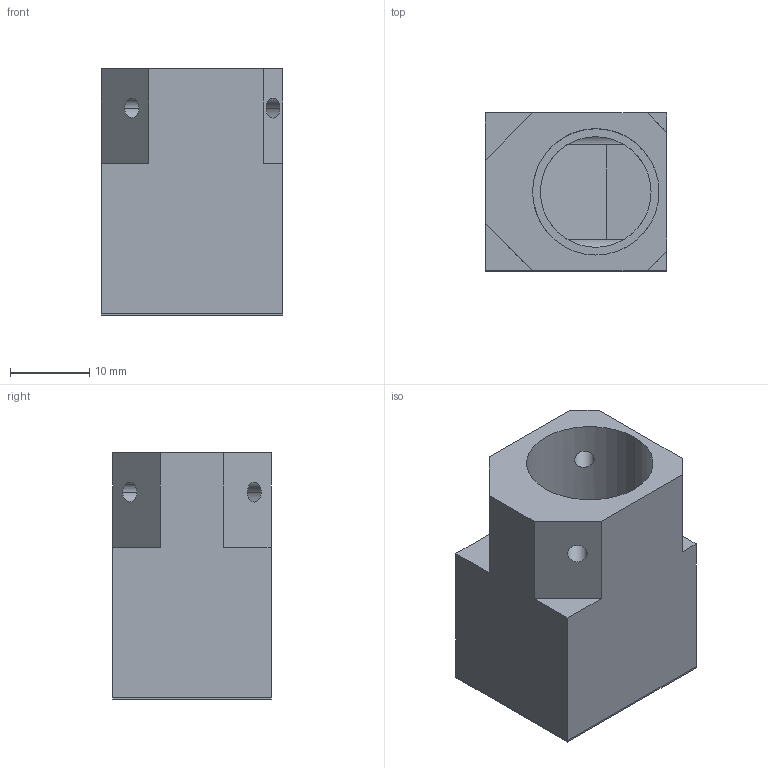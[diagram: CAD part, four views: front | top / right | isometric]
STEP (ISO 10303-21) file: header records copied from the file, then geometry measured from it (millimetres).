
FILE_DESCRIPTION (( 'STEP AP203' ), '1' );
FILE_NAME ('XF-ADL90-16D-1.5.STEP', '2016-06-22T06:33:22', ( 'Lxtx999.CoM' ), ( 'Lxtx999.CoM' ), 'SwSTEP 2.0', 'SolidWorks 2014', '' );
FILE_SCHEMA (( 'CONFIG_CONTROL_DESIGN' ));
Length unit declared in the file: millimetre
Products named in the file (4): XF-ADL90-16D-1.5; XF-ADL90-16D-1.5-01翋极-20150724V5; J-MR12-01-斜边反射直角反射棱镜-20151019V5; XF-ADL90-16D-1-02詩え-20150408V5
Assembly tree (3 placements, depth 2):
  XF-ADL90-16D-1.5
    XF-ADL90-16D-1.5-01翋极-20150724V5
    J-MR12-01-斜边反射直角反射棱镜-20151019V5
    XF-ADL90-16D-1-02詩え-20150408V5
Bounding box: 23 x 20 x 31.2 mm (x, y, z)
Volume: 7909.7 mm3; surface area: 6337.4 mm2
Topology: 3 solids, 3 shells, 45 faces, 117 edges, 78 vertices
Faces by surface type: plane 31, cylinder 14
Entity records: 2017 total; most frequent: CARTESIAN_POINT 476, ORIENTED_EDGE 234, DIRECTION 231, EDGE_CURVE 117, VECTOR 85, LINE 85, VERTEX_POINT 78, AXIS2_PLACEMENT_3D 73
